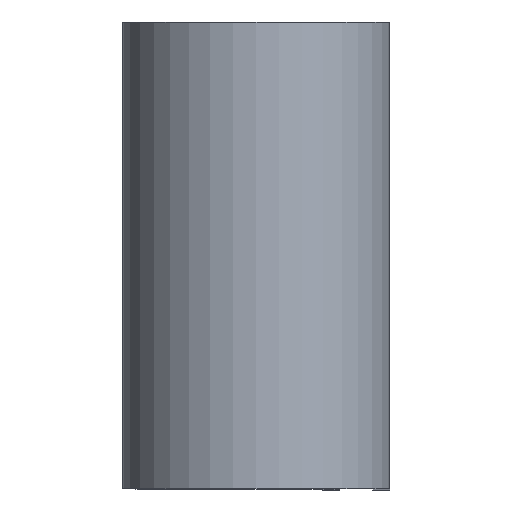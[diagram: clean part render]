
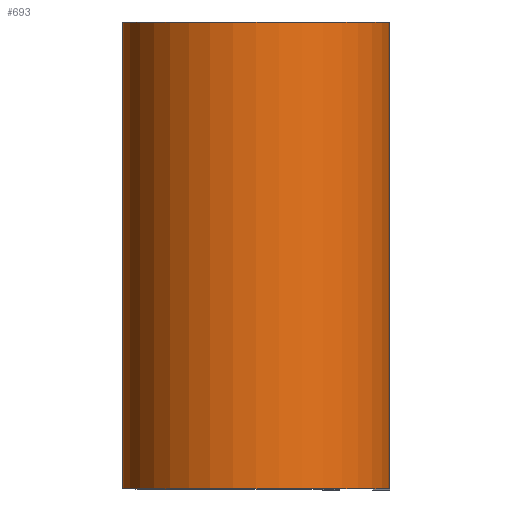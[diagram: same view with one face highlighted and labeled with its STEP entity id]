
A CAD part, top view. The second image highlights one B-rep face of the part: STEP entity #693.
In plain terms, the highlighted cylindrical face has radius 6.363 mm (diameter 12.725 mm), a partial arc.
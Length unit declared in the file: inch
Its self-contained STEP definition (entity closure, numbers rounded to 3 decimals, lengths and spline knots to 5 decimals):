
#7 = CYLINDRICAL_SURFACE ( 'NONE', #34, 0.2505 ) ;
#11 = CARTESIAN_POINT ( 'NONE',  ( 0., 0.4375, 0. ) ) ;
#29 = CARTESIAN_POINT ( 'NONE',  ( 0., -0.4375, -0.2505 ) ) ;
#34 = AXIS2_PLACEMENT_3D ( 'NONE', #11, #130, #57 ) ;
#46 = CARTESIAN_POINT ( 'NONE',  ( 0., 0.4375, 0. ) ) ;
#51 = DIRECTION ( 'NONE',  ( 0., 1., 0. ) ) ;
#57 = DIRECTION ( 'NONE',  ( 0., 0., -1. ) ) ;
#68 = EDGE_LOOP ( 'NONE', ( #112, #176, #694, #149 ) ) ;
#87 = VERTEX_POINT ( 'NONE', #170 ) ;
#112 = ORIENTED_EDGE ( 'NONE', *, *, #369, .T. ) ;
#130 = DIRECTION ( 'NONE',  ( 0., -1., 0. ) ) ;
#135 = VERTEX_POINT ( 'NONE', #584 ) ;
#149 = ORIENTED_EDGE ( 'NONE', *, *, #181, .T. ) ;
#165 = EDGE_CURVE ( 'NONE', #135, #608, #361, .T. ) ;
#170 = CARTESIAN_POINT ( 'NONE',  ( 0.2505, -0.4375, 0. ) ) ;
#176 = ORIENTED_EDGE ( 'NONE', *, *, #377, .F. ) ;
#181 = EDGE_CURVE ( 'NONE', #135, #723, #266, .T. ) ;
#248 = AXIS2_PLACEMENT_3D ( 'NONE', #397, #401, #410 ) ;
#266 = LINE ( 'NONE', #373, #329 ) ;
#329 = VECTOR ( 'NONE', #716, 39.37008 ) ;
#351 = AXIS2_PLACEMENT_3D ( 'NONE', #46, #51, #475 ) ;
#361 = CIRCLE ( 'NONE', #351, 0.2505 ) ;
#369 = EDGE_CURVE ( 'NONE', #723, #87, #549, .T. ) ;
#373 = CARTESIAN_POINT ( 'NONE',  ( 0., 0.4375, -0.2505 ) ) ;
#377 = EDGE_CURVE ( 'NONE', #608, #87, #537, .T. ) ;
#386 = CARTESIAN_POINT ( 'NONE',  ( 0.2505, 0.4375, 0. ) ) ;
#397 = CARTESIAN_POINT ( 'NONE',  ( 0., -0.4375, 0. ) ) ;
#401 = DIRECTION ( 'NONE',  ( 0., 1., 0. ) ) ;
#410 = DIRECTION ( 'NONE',  ( 1., 0., 0. ) ) ;
#441 = FACE_OUTER_BOUND ( 'NONE', #68, .T. ) ;
#457 = DIRECTION ( 'NONE',  ( 0., -1., 0. ) ) ;
#475 = DIRECTION ( 'NONE',  ( 1., 0., 0. ) ) ;
#531 = VECTOR ( 'NONE', #457, 39.37008 ) ;
#537 = LINE ( 'NONE', #386, #531 ) ;
#541 = CARTESIAN_POINT ( 'NONE',  ( 0.2505, 0.4375, 0. ) ) ;
#549 = CIRCLE ( 'NONE', #248, 0.2505 ) ;
#584 = CARTESIAN_POINT ( 'NONE',  ( 0., 0.4375, -0.2505 ) ) ;
#608 = VERTEX_POINT ( 'NONE', #541 ) ;
#693 = ADVANCED_FACE ( 'NONE', ( #441 ), #7, .T. ) ;
#694 = ORIENTED_EDGE ( 'NONE', *, *, #165, .F. ) ;
#716 = DIRECTION ( 'NONE',  ( 0., -1., 0. ) ) ;
#723 = VERTEX_POINT ( 'NONE', #29 ) ;
